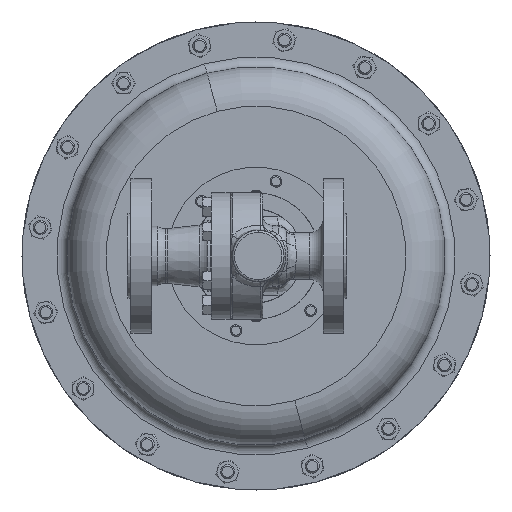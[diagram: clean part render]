
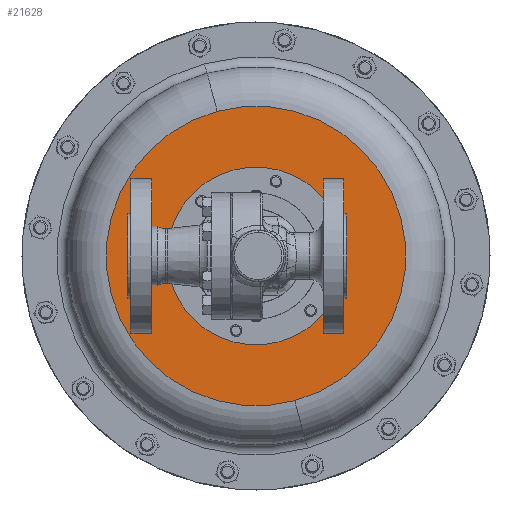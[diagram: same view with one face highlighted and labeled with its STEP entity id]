
A CAD part, front view. The second image highlights one B-rep face of the part: STEP entity #21628.
In plain terms, the highlighted planar face has unit normal (0, -1, 0).
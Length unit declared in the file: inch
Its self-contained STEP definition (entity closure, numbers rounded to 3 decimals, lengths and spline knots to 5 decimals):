
#974 = CARTESIAN_POINT ( 'NONE',  ( 5.73914, 10.69479, 4.79826 ) ) ;
#1040 = AXIS2_PLACEMENT_3D ( 'NONE', #974, #22221, #8064 ) ;
#2182 = EDGE_CURVE ( 'NONE', #28884, #16882, #27299, .T. ) ;
#2765 = DIRECTION ( 'NONE',  ( 0.707, 0., 0.707 ) ) ;
#2800 = DIRECTION ( 'NONE',  ( 0., 1., 0. ) ) ;
#2833 = CARTESIAN_POINT ( 'NONE',  ( 1.87544, 10.69479, 3.76298 ) ) ;
#4175 = VERTEX_POINT ( 'NONE', #20059 ) ;
#4954 = EDGE_CURVE ( 'NONE', #4175, #9087, #26625, .T. ) ;
#5807 = DIRECTION ( 'NONE',  ( 0., 1., 0. ) ) ;
#5904 = DIRECTION ( 'NONE',  ( -0.259, 0., 0.966 ) ) ;
#5928 = DIRECTION ( 'NONE',  ( 0., 1., 0. ) ) ;
#5934 = CARTESIAN_POINT ( 'NONE',  ( 1.87544, 10.69479, 3.76298 ) ) ;
#6636 = CIRCLE ( 'NONE', #15510, 2.375 ) ;
#8019 = FACE_BOUND ( 'NONE', #14380, .T. ) ;
#8064 = DIRECTION ( 'NONE',  ( 0.259, 0., -0.966 ) ) ;
#8581 = CARTESIAN_POINT ( 'NONE',  ( 0.84016, 10.69479, 7.62669 ) ) ;
#9087 = VERTEX_POINT ( 'NONE', #28533 ) ;
#11370 = EDGE_CURVE ( 'NONE', #16882, #28884, #24967, .T. ) ;
#14380 = EDGE_LOOP ( 'NONE', ( #20545, #22403 ) ) ;
#15065 = PLANE ( 'NONE',  #1040 ) ;
#15141 = EDGE_LOOP ( 'NONE', ( #19007, #19779 ) ) ;
#15510 = AXIS2_PLACEMENT_3D ( 'NONE', #19822, #5807, #22269 ) ;
#16882 = VERTEX_POINT ( 'NONE', #8581 ) ;
#18148 = EDGE_CURVE ( 'NONE', #9087, #4175, #6636, .T. ) ;
#19007 = ORIENTED_EDGE ( 'NONE', *, *, #11370, .F. ) ;
#19778 = FACE_OUTER_BOUND ( 'NONE', #15141, .T. ) ;
#19779 = ORIENTED_EDGE ( 'NONE', *, *, #2182, .F. ) ;
#19822 = CARTESIAN_POINT ( 'NONE',  ( 1.87544, 10.69479, 3.76298 ) ) ;
#20059 = CARTESIAN_POINT ( 'NONE',  ( 0.19606, 10.69479, 2.0836 ) ) ;
#20545 = ORIENTED_EDGE ( 'NONE', *, *, #4954, .T. ) ;
#20872 = DIRECTION ( 'NONE',  ( -0.259, 0., 0.966 ) ) ;
#20913 = DIRECTION ( 'NONE',  ( 0., 1., 0. ) ) ;
#21109 = CARTESIAN_POINT ( 'NONE',  ( 1.87544, 10.69479, 3.76298 ) ) ;
#21628 = ADVANCED_FACE ( 'NONE', ( #19778, #8019 ), #15065, .T. ) ;
#22221 = DIRECTION ( 'NONE',  ( 0., -1., 0. ) ) ;
#22269 = DIRECTION ( 'NONE',  ( 0.707, 0., 0.707 ) ) ;
#22403 = ORIENTED_EDGE ( 'NONE', *, *, #18148, .T. ) ;
#24967 = CIRCLE ( 'NONE', #28312, 4. ) ;
#26530 = AXIS2_PLACEMENT_3D ( 'NONE', #2833, #2800, #2765 ) ;
#26625 = CIRCLE ( 'NONE', #26530, 2.375 ) ;
#27299 = CIRCLE ( 'NONE', #28274, 4. ) ;
#28274 = AXIS2_PLACEMENT_3D ( 'NONE', #21109, #20913, #20872 ) ;
#28312 = AXIS2_PLACEMENT_3D ( 'NONE', #5934, #5928, #5904 ) ;
#28533 = CARTESIAN_POINT ( 'NONE',  ( 3.55481, 10.69479, 5.44236 ) ) ;
#28884 = VERTEX_POINT ( 'NONE', #30530 ) ;
#30530 = CARTESIAN_POINT ( 'NONE',  ( 2.91071, 10.69479, -0.10072 ) ) ;
